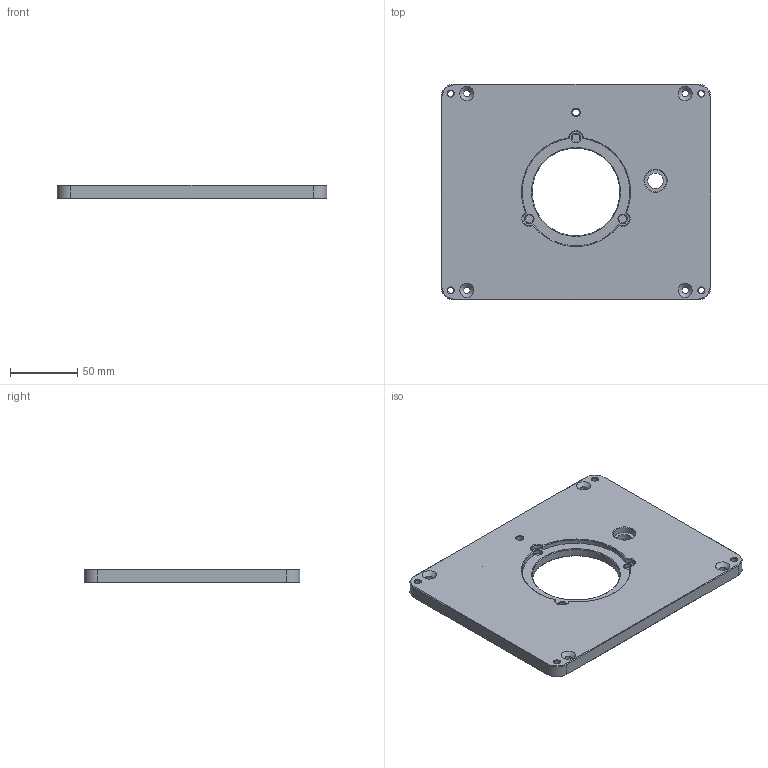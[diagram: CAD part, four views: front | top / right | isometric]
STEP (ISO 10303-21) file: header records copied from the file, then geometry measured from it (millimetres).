
FILE_DESCRIPTION(/* description */ (''),/* implementation_level */ '2;1');
FILE_NAME(/* name */ 'Einlegeplatte.step',/* time_stamp */ '2021-11-29T11:00:24+01:00',/* author */ (''),/* organization */ (''),/* preprocessor_version */ 'ST-DEVELOPER v18.1',/* originating_system */ 'Autodesk Translation Framework v10.10.0.1391',/* authorisation */ '');
FILE_SCHEMA (('AUTOMOTIVE_DESIGN { 1 0 10303 214 3 1 1 }'));
Length unit declared in the file: millimetre
Products named in the file (1): Einlegeplatte
Bounding box: 200 x 160 x 10 mm (x, y, z)
Volume: 274836.5 mm3; surface area: 67780 mm2
Topology: 1 solids, 1 shells, 101 faces, 223 edges, 129 vertices
Faces by surface type: cone 51, cylinder 31, plane 19
Full cylindrical faces by diameter (mm): 4.234 x10, 5 x4, 5.035 x1, 6.01 x3, 11.5 x1, 16.2 x1, 65 x1
Entity records: 2812 total; most frequent: DIRECTION 522, CARTESIAN_POINT 466, ORIENTED_EDGE 434, EDGE_CURVE 217, AXIS2_PLACEMENT_3D 209, EDGE_LOOP 134, VERTEX_POINT 129, CIRCLE 107
